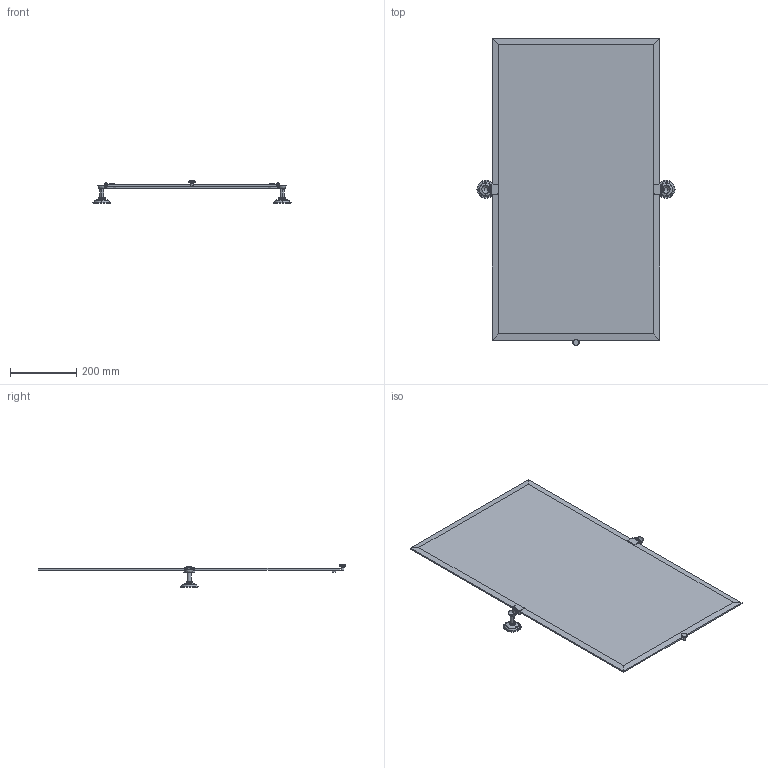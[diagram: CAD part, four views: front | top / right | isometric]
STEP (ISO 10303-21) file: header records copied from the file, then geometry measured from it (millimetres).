
FILE_DESCRIPTION((''),'2;1');
FILE_NAME('2642','2021-06-22T10:17:32',('jinson.thomas'),(''),'CREO PARAMETRIC BY PTC INC, 2018400','CREO PARAMETRIC BY PTC INC, 2018400','');
FILE_SCHEMA(('CONFIG_CONTROL_DESIGN'));
Products named in the file (1): 2642
Bounding box: 600.1 x 930.86 x 66.75 mm (x, y, z)
Volume: 2813032.7 mm3; surface area: 978560.5 mm2
Topology: 3 solids, 11 shells, 1612 faces, 3163 edges, 1769 vertices
Faces by surface type: plane 1158, torus 206, bspline 148, cylinder 88, sphere 12
Entity records: 51795 total; most frequent: CARTESIAN_POINT 22096, ORIENTED_EDGE 6310, DIRECTION 5200, EDGE_CURVE 3155, AXIS2_PLACEMENT_3D 1882, EDGE_LOOP 1824, VERTEX_POINT 1769, FACE_OUTER_BOUND 1612
